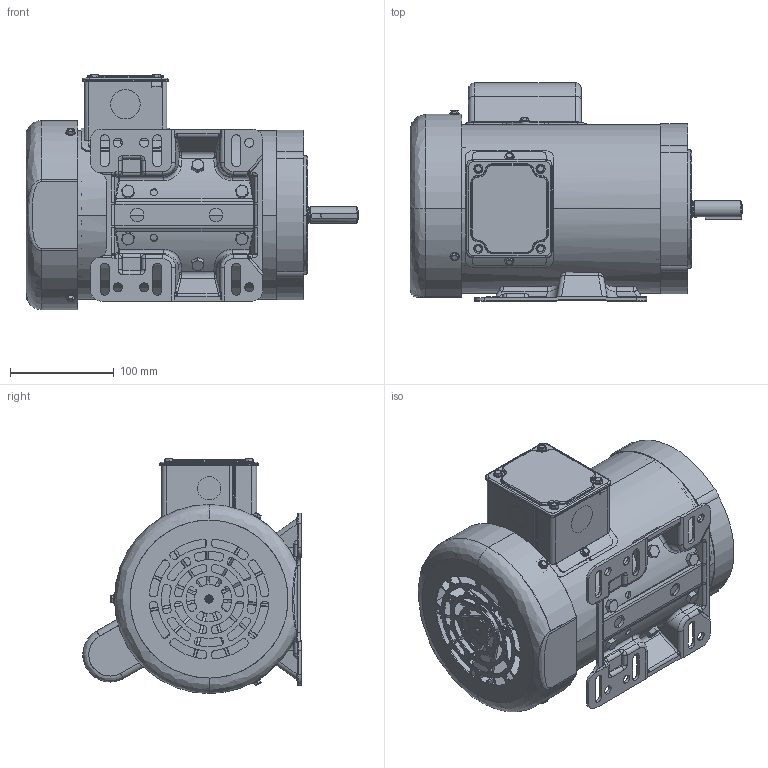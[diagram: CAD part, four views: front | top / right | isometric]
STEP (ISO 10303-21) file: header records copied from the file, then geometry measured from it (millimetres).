
FILE_DESCRIPTION (( 'STEP AP214' ), '1' );
FILE_NAME ('MTR2-001-1AB18.STEP', '2017-08-16T17:23:38', ( '' ), ( '' ), 'SwSTEP 2.0', 'SolidWorks 2016', '' );
FILE_SCHEMA (( 'AUTOMOTIVE_DESIGN' ));
Length unit declared in the file: inch
Products named in the file (1): MTR2-001-1AB18
Bounding box: 320.5 x 210.74 x 227.03 mm (x, y, z)
Volume: 781936.8 mm3; surface area: 699291.7 mm2
Topology: 40 solids, 40 shells, 2935 faces, 7613 edges, 4680 vertices
Faces by surface type: cylinder 938, bspline 913, plane 827, cone 257
Entity records: 129696 total; most frequent: CARTESIAN_POINT 64398, ORIENTED_EDGE 14944, DIRECTION 11625, EDGE_CURVE 7472, VERTEX_POINT 4680, AXIS2_PLACEMENT_3D 4466, EDGE_LOOP 3218, ADVANCED_FACE 2935
